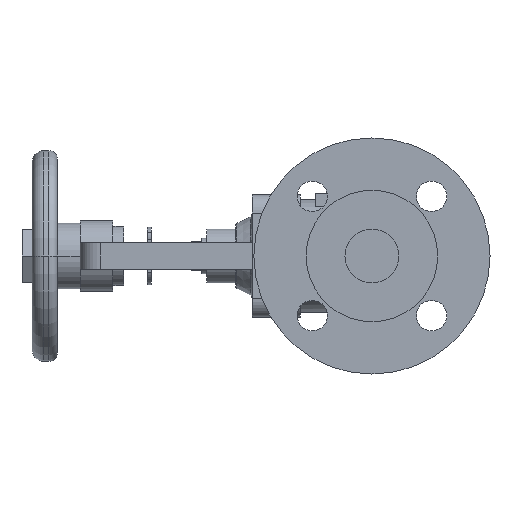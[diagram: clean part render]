
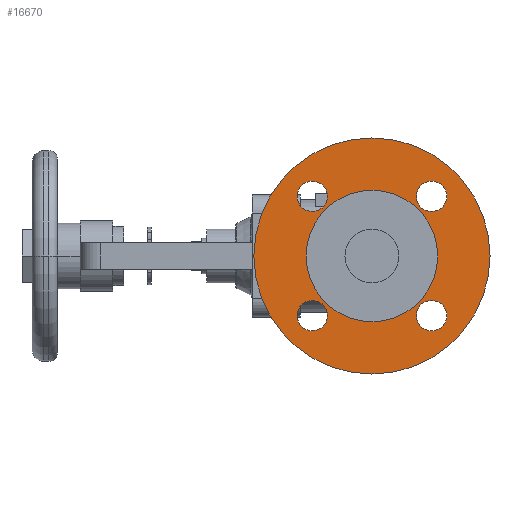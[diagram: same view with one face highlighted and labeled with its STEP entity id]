
A CAD part, left-side view. The second image highlights one B-rep face of the part: STEP entity #16670.
In plain terms, the highlighted planar face has unit normal (-1, 0, 0).
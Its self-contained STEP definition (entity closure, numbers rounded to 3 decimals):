
#8030=CARTESIAN_POINT('',(-86.3,0.,70.));
#8040=VERTEX_POINT('',#8030);
#8200=CARTESIAN_POINT('',(-86.3,0.,-70.));
#8210=VERTEX_POINT('',#8200);
#8240=CARTESIAN_POINT('',(-86.3,0.,0.));
#8250=DIRECTION('',(1.,0.,0.));
#8260=DIRECTION('',(0.,0.,-1.));
#8270=AXIS2_PLACEMENT_3D('',#8240,#8250,#8260);
#8280=CIRCLE('',#8270,70.);
#8290=EDGE_CURVE('',#8040,#8210,#8280,.T.);
#8520=CARTESIAN_POINT('',(-86.3,35.355,-26.355));
#8530=VERTEX_POINT('',#8520);
#8690=CARTESIAN_POINT('',(-86.3,35.355,-44.355));
#8700=VERTEX_POINT('',#8690);
#8730=CARTESIAN_POINT('',(-86.3,35.355,-35.355));
#8740=DIRECTION('',(-1.,0.,0.));
#8750=DIRECTION('',(0.,0.,-1.));
#8760=AXIS2_PLACEMENT_3D('',#8730,#8740,#8750);
#8770=CIRCLE('',#8760,9.);
#8780=EDGE_CURVE('',#8530,#8700,#8770,.T.);
#9010=CARTESIAN_POINT('',(-86.3,-35.355,-26.355));
#9020=VERTEX_POINT('',#9010);
#9050=CARTESIAN_POINT('',(-86.3,-35.355,-35.355));
#9060=DIRECTION('',(-1.,0.,0.));
#9070=DIRECTION('',(0.,0.,-1.));
#9080=AXIS2_PLACEMENT_3D('',#9050,#9060,#9070);
#9090=CIRCLE('',#9080,9.);
#9100=CARTESIAN_POINT('',(-86.3,-35.355,-44.355));
#9110=VERTEX_POINT('',#9100);
#9120=EDGE_CURVE('',#9110,#9020,#9090,.T.);
#9500=CARTESIAN_POINT('',(-86.3,35.355,26.355));
#9510=VERTEX_POINT('',#9500);
#9670=CARTESIAN_POINT('',(-86.3,35.355,44.355));
#9680=VERTEX_POINT('',#9670);
#9710=CARTESIAN_POINT('',(-86.3,35.355,35.355));
#9720=DIRECTION('',(-1.,0.,0.));
#9730=DIRECTION('',(0.,0.,-1.));
#9740=AXIS2_PLACEMENT_3D('',#9710,#9720,#9730);
#9750=CIRCLE('',#9740,9.);
#9760=EDGE_CURVE('',#9510,#9680,#9750,.T.);
#9990=CARTESIAN_POINT('',(-86.3,-35.355,44.355));
#10000=VERTEX_POINT('',#9990);
#10030=CARTESIAN_POINT('',(-86.3,-35.355,35.355));
#10040=DIRECTION('',(-1.,0.,0.));
#10050=DIRECTION('',(0.,0.,-1.));
#10060=AXIS2_PLACEMENT_3D('',#10030,#10040,#10050);
#10070=CIRCLE('',#10060,9.);
#10080=CARTESIAN_POINT('',(-86.3,-35.355,26.355));
#10090=VERTEX_POINT('',#10080);
#10100=EDGE_CURVE('',#10090,#10000,#10070,.T.);
#10480=CARTESIAN_POINT('',(-86.3,39.,0.));
#10490=VERTEX_POINT('',#10480);
#10520=CARTESIAN_POINT('',(-86.3,0.,0.));
#10530=DIRECTION('',(-1.,0.,0.));
#10540=DIRECTION('',(0.,1.,0.));
#10550=AXIS2_PLACEMENT_3D('',#10520,#10530,#10540);
#10560=CIRCLE('',#10550,39.);
#10570=CARTESIAN_POINT('',(-86.3,-39.,0.));
#10580=VERTEX_POINT('',#10570);
#10590=EDGE_CURVE('',#10580,#10490,#10560,.T.);
#16320=CARTESIAN_POINT('',(-86.3,54.5,0.));
#16330=DIRECTION('',(1.,0.,0.));
#16340=DIRECTION('',(0.,-1.,0.));
#16350=AXIS2_PLACEMENT_3D('',#16320,#16330,#16340);
#16360=PLANE('',#16350);
#16370=ORIENTED_EDGE('',*,*,#10590,.F.);
#16380=EDGE_CURVE('',#10490,#10580,#10560,.T.);
#16390=ORIENTED_EDGE('',*,*,#16380,.F.);
#16400=EDGE_LOOP('',(#16390,#16370));
#16410=FACE_BOUND('',#16400,.T.);
#16420=EDGE_CURVE('',#8210,#8040,#8280,.T.);
#16430=ORIENTED_EDGE('',*,*,#16420,.F.);
#16440=ORIENTED_EDGE('',*,*,#8290,.F.);
#16450=EDGE_LOOP('',(#16440,#16430));
#16460=FACE_OUTER_BOUND('',#16450,.T.);
#16470=EDGE_CURVE('',#8700,#8530,#8770,.T.);
#16480=ORIENTED_EDGE('',*,*,#16470,.F.);
#16490=ORIENTED_EDGE('',*,*,#8780,.F.);
#16500=EDGE_LOOP('',(#16490,#16480));
#16510=FACE_BOUND('',#16500,.T.);
#16520=EDGE_CURVE('',#9020,#9110,#9090,.T.);
#16530=ORIENTED_EDGE('',*,*,#16520,.F.);
#16540=ORIENTED_EDGE('',*,*,#9120,.F.);
#16550=EDGE_LOOP('',(#16540,#16530));
#16560=FACE_BOUND('',#16550,.T.);
#16570=EDGE_CURVE('',#9680,#9510,#9750,.T.);
#16580=ORIENTED_EDGE('',*,*,#16570,.F.);
#16590=ORIENTED_EDGE('',*,*,#9760,.F.);
#16600=EDGE_LOOP('',(#16590,#16580));
#16610=FACE_BOUND('',#16600,.T.);
#16620=EDGE_CURVE('',#10000,#10090,#10070,.T.);
#16630=ORIENTED_EDGE('',*,*,#16620,.F.);
#16640=ORIENTED_EDGE('',*,*,#10100,.F.);
#16650=EDGE_LOOP('',(#16640,#16630));
#16660=FACE_BOUND('',#16650,.T.);
#16670=ADVANCED_FACE('',(#16410,#16460,#16510,#16560,#16610,#16660),
#16360,.F.);
